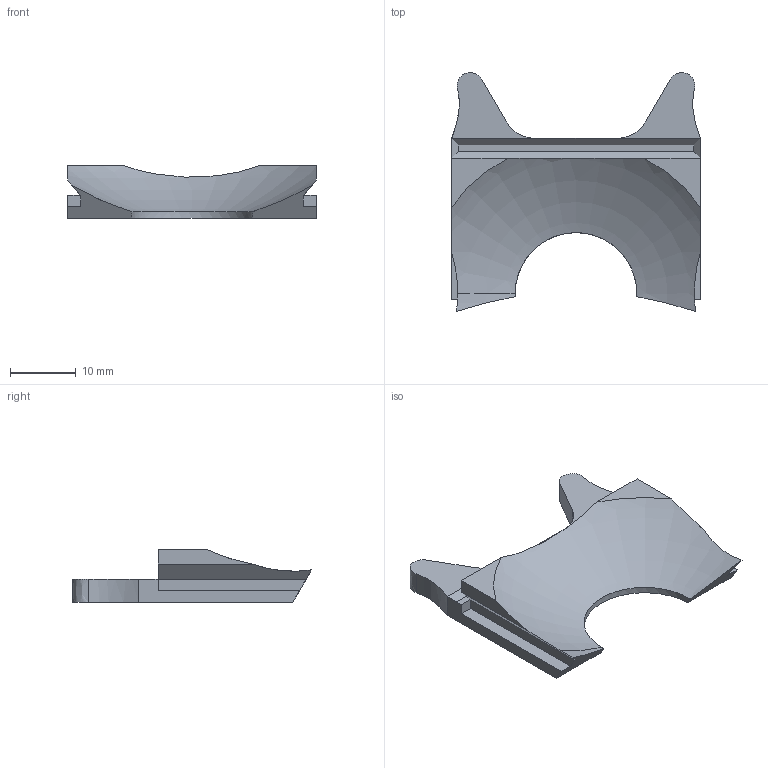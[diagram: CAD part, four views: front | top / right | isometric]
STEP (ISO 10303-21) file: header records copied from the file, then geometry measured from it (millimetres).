
FILE_DESCRIPTION(/* description */ (''),/* implementation_level */ '2;1');
FILE_NAME(/* name */ 'Pellet Burner scoop, front.step',/* time_stamp */ '2025-04-04T10:17:51-07:00',/* author */ (''),/* organization */ (''),/* preprocessor_version */ 'ST-DEVELOPER v20.1',/* originating_system */ 'Autodesk Translation Framework v14.4.0.0',/* authorisation */ '');
FILE_SCHEMA (('AUTOMOTIVE_DESIGN { 1 0 10303 214 3 1 1 }'));
Length unit declared in the file: millimetre
Products named in the file (2): Pellet Burner; Toolhead
Assembly tree (1 placements, depth 2):
  Pellet Burner
    Toolhead
Bounding box: 37.8 x 36.31 x 8 mm (x, y, z)
Volume: 3355 mm3; surface area: 2761.6 mm2
Topology: 1 solids, 1 shells, 41 faces, 107 edges, 68 vertices
Faces by surface type: plane 30, bspline 6, cylinder 5
Entity records: 1679 total; most frequent: CARTESIAN_POINT 647, ORIENTED_EDGE 214, DIRECTION 177, EDGE_CURVE 107, LINE 71, VECTOR 71, VERTEX_POINT 68, AXIS2_PLACEMENT_3D 53
